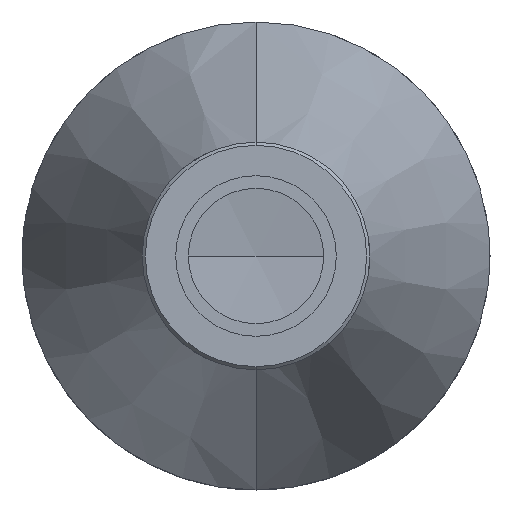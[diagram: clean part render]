
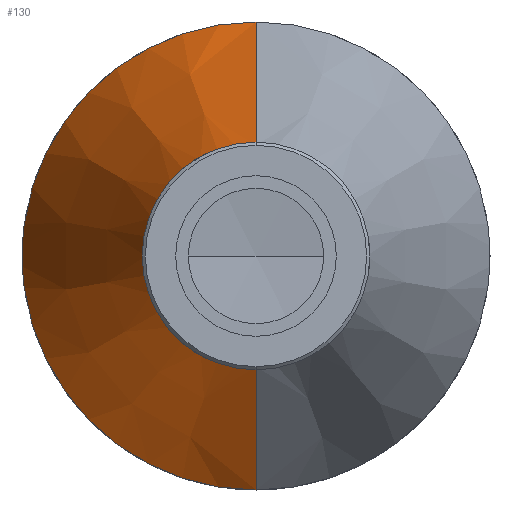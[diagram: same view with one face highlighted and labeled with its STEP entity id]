
A CAD part, front view. The second image highlights one B-rep face of the part: STEP entity #130.
In plain terms, the highlighted conical face has half-angle 21.083 degrees and reference radius 37 mm.
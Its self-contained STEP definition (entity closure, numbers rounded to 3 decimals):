
#22 = CIRCLE ( 'NONE', #717, 37. ) ;
#115 = AXIS2_PLACEMENT_3D ( 'NONE', #175, #838, #2204 ) ;
#130 = ADVANCED_FACE ( 'NONE', ( #865 ), #1307, .T. ) ;
#175 = CARTESIAN_POINT ( 'NONE',  ( 0., 75.08, 0. ) ) ;
#189 = ORIENTED_EDGE ( 'NONE', *, *, #1073, .T. ) ;
#247 = LINE ( 'NONE', #1873, #2470 ) ;
#346 = CARTESIAN_POINT ( 'NONE',  ( 0., 75.08, 37. ) ) ;
#366 = ORIENTED_EDGE ( 'NONE', *, *, #770, .F. ) ;
#390 = EDGE_CURVE ( 'NONE', #2481, #965, #2154, .T. ) ;
#392 = DIRECTION ( 'NONE',  ( 0., 1., 0. ) ) ;
#467 = CARTESIAN_POINT ( 'NONE',  ( 0., 24.5, 17.5 ) ) ;
#524 = DIRECTION ( 'NONE',  ( 0., 0., 1. ) ) ;
#545 = LINE ( 'NONE', #1108, #1908 ) ;
#567 = DIRECTION ( 'NONE',  ( 0., 0.933, -0.36 ) ) ;
#574 = AXIS2_PLACEMENT_3D ( 'NONE', #1703, #392, #524 ) ;
#701 = AXIS2_PLACEMENT_3D ( 'NONE', #2053, #714, #2281 ) ;
#707 = CARTESIAN_POINT ( 'NONE',  ( -36.661, 75.08, -5. ) ) ;
#714 = DIRECTION ( 'NONE',  ( 0., 1., 0. ) ) ;
#717 = AXIS2_PLACEMENT_3D ( 'NONE', #1062, #2607, #1271 ) ;
#770 = EDGE_CURVE ( 'NONE', #965, #2185, #22, .T. ) ;
#821 = VERTEX_POINT ( 'NONE', #1962 ) ;
#838 = DIRECTION ( 'NONE',  ( 0., 1., 0. ) ) ;
#865 = FACE_OUTER_BOUND ( 'NONE', #2737, .T. ) ;
#880 = ORIENTED_EDGE ( 'NONE', *, *, #1688, .T. ) ;
#912 = ORIENTED_EDGE ( 'NONE', *, *, #2144, .F. ) ;
#953 = CARTESIAN_POINT ( 'NONE',  ( 0., 75.08, -37. ) ) ;
#965 = VERTEX_POINT ( 'NONE', #2020 ) ;
#1062 = CARTESIAN_POINT ( 'NONE',  ( 0., 75.08, 0. ) ) ;
#1073 = EDGE_CURVE ( 'NONE', #821, #1777, #1797, .T. ) ;
#1108 = CARTESIAN_POINT ( 'NONE',  ( 0., 75.08, 37. ) ) ;
#1128 = CARTESIAN_POINT ( 'NONE',  ( 0., 24.5, 0. ) ) ;
#1233 = ORIENTED_EDGE ( 'NONE', *, *, #390, .F. ) ;
#1271 = DIRECTION ( 'NONE',  ( 0., 0., 1. ) ) ;
#1307 = CONICAL_SURFACE ( 'NONE', #115, 37., 0.368 ) ;
#1340 = DIRECTION ( 'NONE',  ( 0., 0., 1. ) ) ;
#1429 = VERTEX_POINT ( 'NONE', #953 ) ;
#1688 = EDGE_CURVE ( 'NONE', #1777, #2185, #545, .T. ) ;
#1703 = CARTESIAN_POINT ( 'NONE',  ( 0., 75.08, 0. ) ) ;
#1777 = VERTEX_POINT ( 'NONE', #467 ) ;
#1794 = CIRCLE ( 'NONE', #701, 37. ) ;
#1797 = CIRCLE ( 'NONE', #2775, 17.5 ) ;
#1873 = CARTESIAN_POINT ( 'NONE',  ( 0., 75.08, -37. ) ) ;
#1902 = EDGE_CURVE ( 'NONE', #1429, #2481, #1794, .T. ) ;
#1908 = VECTOR ( 'NONE', #2660, 1000. ) ;
#1957 = ORIENTED_EDGE ( 'NONE', *, *, #1902, .F. ) ;
#1962 = CARTESIAN_POINT ( 'NONE',  ( 0., 24.5, -17.5 ) ) ;
#2020 = CARTESIAN_POINT ( 'NONE',  ( -36.661, 75.08, 5. ) ) ;
#2053 = CARTESIAN_POINT ( 'NONE',  ( 0., 75.08, 0. ) ) ;
#2144 = EDGE_CURVE ( 'NONE', #821, #1429, #247, .T. ) ;
#2154 = CIRCLE ( 'NONE', #574, 37. ) ;
#2185 = VERTEX_POINT ( 'NONE', #346 ) ;
#2204 = DIRECTION ( 'NONE',  ( 0., 0., 1. ) ) ;
#2281 = DIRECTION ( 'NONE',  ( 0., 0., 1. ) ) ;
#2470 = VECTOR ( 'NONE', #567, 1000. ) ;
#2481 = VERTEX_POINT ( 'NONE', #707 ) ;
#2607 = DIRECTION ( 'NONE',  ( 0., 1., 0. ) ) ;
#2660 = DIRECTION ( 'NONE',  ( 0., 0.933, 0.36 ) ) ;
#2679 = DIRECTION ( 'NONE',  ( 0., 1., 0. ) ) ;
#2737 = EDGE_LOOP ( 'NONE', ( #912, #189, #880, #366, #1233, #1957 ) ) ;
#2775 = AXIS2_PLACEMENT_3D ( 'NONE', #1128, #2679, #1340 ) ;
